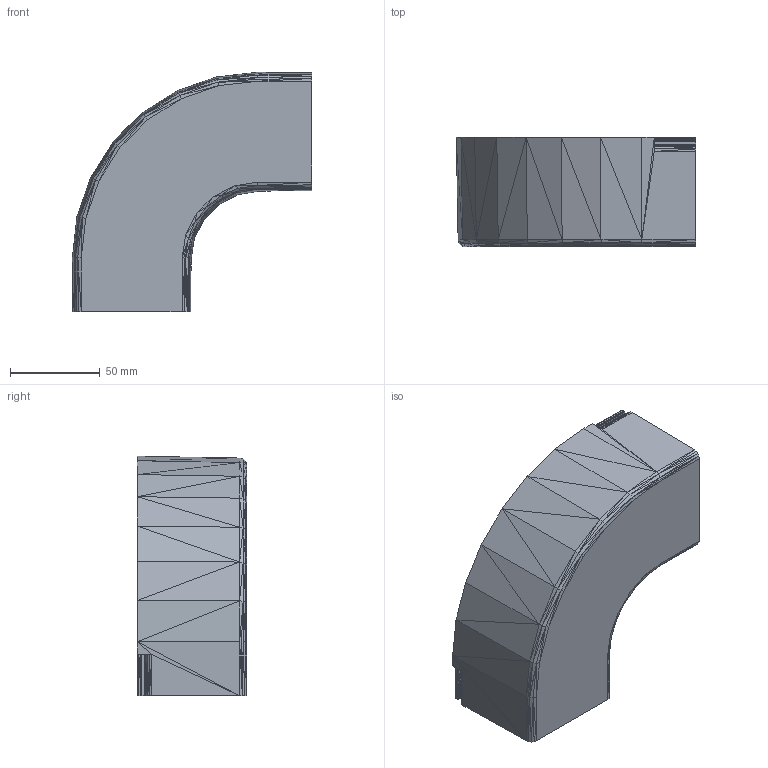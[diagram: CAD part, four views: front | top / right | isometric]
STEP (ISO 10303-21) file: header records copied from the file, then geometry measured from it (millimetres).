
FILE_DESCRIPTION(('FreeCAD Model'),'2;1');
FILE_NAME('Open CASCADE Shape Model','2022-12-06T13:47:34',('Author'),( ''),'Open CASCADE STEP processor 7.6','FreeCAD','Unknown');
FILE_SCHEMA(('AUTOMOTIVE_DESIGN { 1 0 10303 214 1 1 1 1 }'));
Length unit declared in the file: millimetre
Products named in the file (1): DS_060_31190_____________________________________________90____________
_________________________________60mm_horizontal_elbow001001 (Solid)
Bounding box: 133.65 x 61.09 x 133.73 mm (x, y, z)
Volume: 60406 mm3; surface area: 63598.7 mm2
Topology: 1 solids, 1 shells, 469 faces, 872 edges, 405 vertices
Faces by surface type: plane 469
Entity records: 22032 total; most frequent: DIRECTION 3556, CARTESIAN_POINT 3491, LINE 2616, VECTOR 2616, ORIENTED_EDGE 1744, PCURVE 1744, DEFINITIONAL_REPRESENTATION 1744, EDGE_CURVE 872
